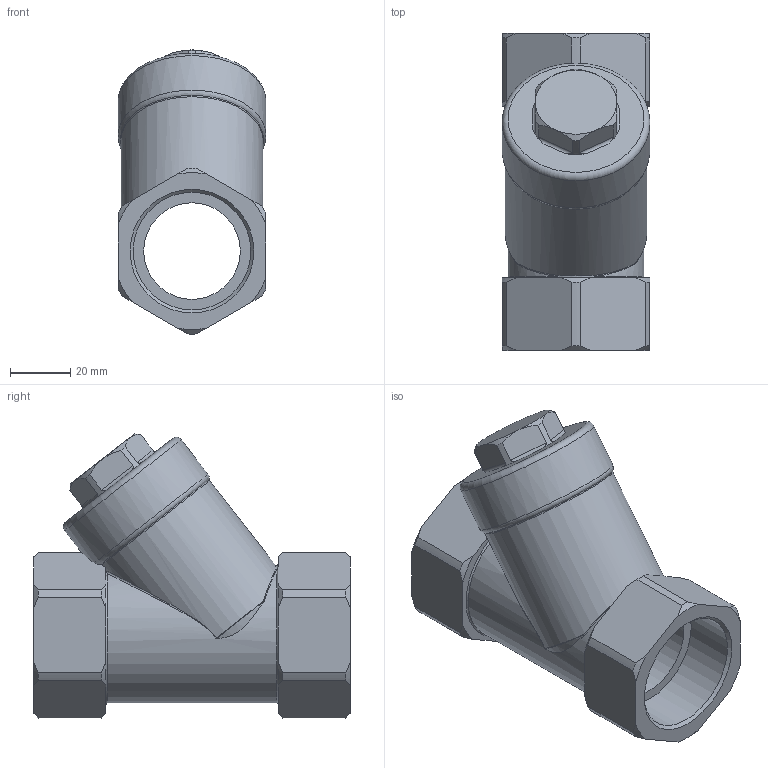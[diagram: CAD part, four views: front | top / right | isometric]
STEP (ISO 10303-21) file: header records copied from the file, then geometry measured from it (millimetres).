
FILE_DESCRIPTION(/* description */ ('Unknown'),/* implementation_level */ '2;1');
FILE_NAME(/* name */ '9180-07',/* time_stamp */ '2024-10-23T11:14:06+02:00',/* author */ ('Unknown'),/* organization */ ('Unknown'),/* preprocessor_version */ 'ST-DEVELOPER v19.4',/* originating_system */ 'Solid Edge',/* authorisation */ 'Unknown');
FILE_SCHEMA (('AUTOMOTIVE_DESIGN {1 0 10303 214 3 1 1}'));
Length unit declared in the file: millimetre
Products named in the file (1): 9180-07
Bounding box: 49 x 105 x 94.14 mm (x, y, z)
Volume: 171095.6 mm3; surface area: 37214.5 mm2
Topology: 1 solids, 1 shells, 107 faces, 286 edges, 185 vertices
Faces by surface type: cone 33, cylinder 30, plane 26, bspline 9, torus 7, sphere 2
Full cylindrical faces by diameter (mm): 32 x1, 38.952 x2, 49 x1
Entity records: 4443 total; most frequent: CARTESIAN_POINT 1188, ORIENTED_EDGE 552, DIRECTION 474, EDGE_CURVE 276, AXIS2_PLACEMENT_3D 201, VERTEX_POINT 182, EDGE_LOOP 120, FACE_BOUND 120
